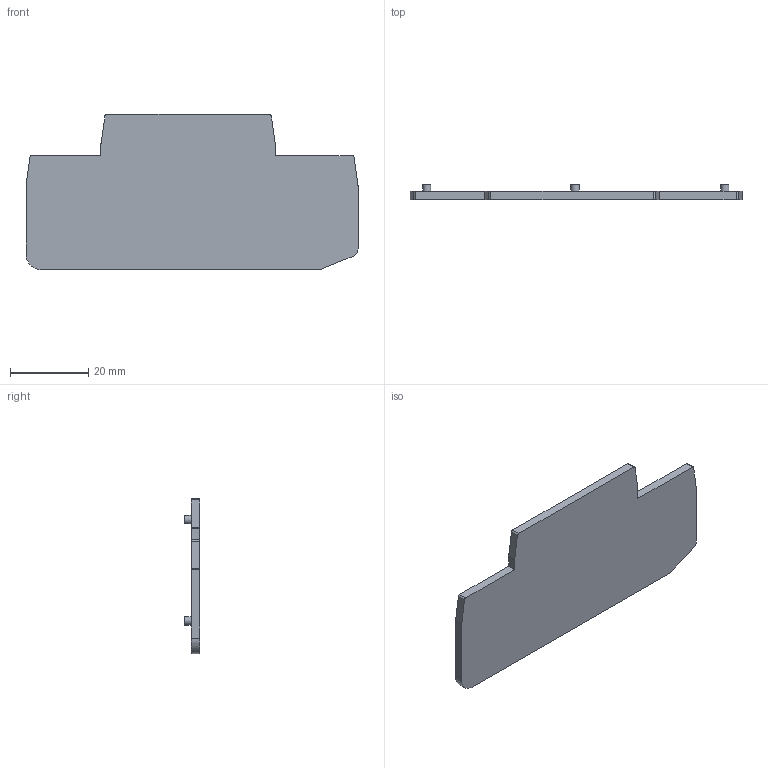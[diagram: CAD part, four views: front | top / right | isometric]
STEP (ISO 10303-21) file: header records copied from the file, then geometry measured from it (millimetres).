
FILE_DESCRIPTION( ( 'Unknown' ), '1' );
FILE_NAME( 'DD-PTTB4-D 簡易3D-20230208.stp', 'Unknown', ( 'Unknown' ), ( 'Unknown' ), 'XStep 1.0', 'Unknown', ' ' );
FILE_SCHEMA( ( 'automotive_design' ) );
Length unit declared in the file: millimetre
Products named in the file (1): 1
Bounding box: 85 x 4 x 39.8 mm (x, y, z)
Volume: 6431.5 mm3; surface area: 6392.7 mm2
Topology: 1 solids, 1 shells, 35 faces, 91 edges, 61 vertices
Faces by surface type: plane 18, cylinder 14, torus 3
Full cylindrical faces by diameter (mm): 1.95 x1, 2.1 x2
Entity records: 1314 total; most frequent: DIRECTION 184, CARTESIAN_POINT 174, ORIENTED_EDGE 162, EDGE_CURVE 81, AXIS2_PLACEMENT_3D 67, VERTEX_POINT 57, LINE 50, VECTOR 50
